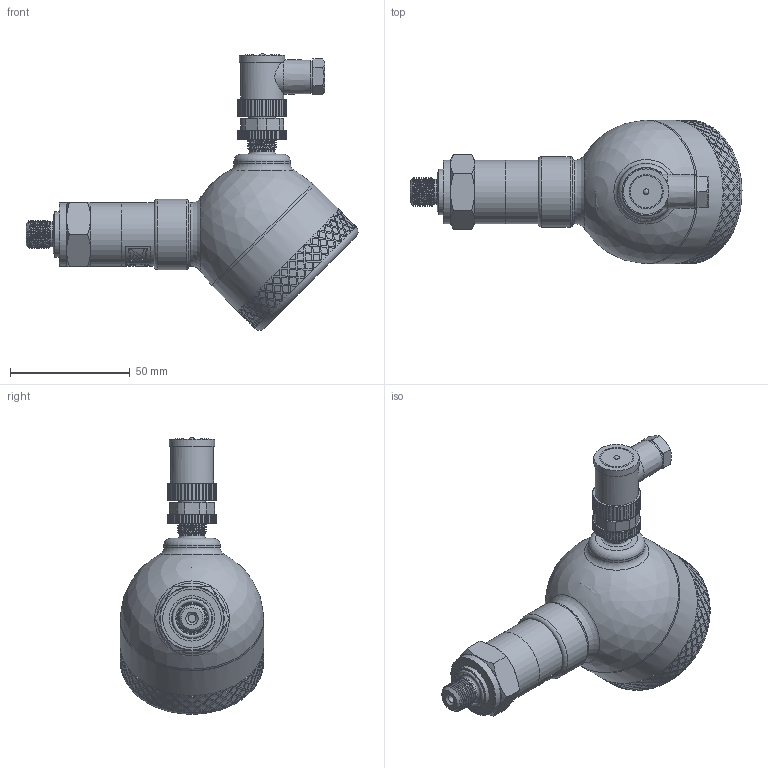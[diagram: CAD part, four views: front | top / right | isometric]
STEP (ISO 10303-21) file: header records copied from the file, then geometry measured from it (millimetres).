
FILE_DESCRIPTION(/* description */ (''),/* implementation_level */ '2;1');
FILE_NAME(/* name */ 'APZ3230FH_3_M12x1-angular.step',/* time_stamp */ '2021-06-30T15:24:02+03:00',/* author */ (''),/* organization */ (''),/* preprocessor_version */ 'ST-DEVELOPER v18.1',/* originating_system */ 'Autodesk Translation Framework v10.9.0.1377',/* authorisation */ '');
FILE_SCHEMA (('AUTOMOTIVE_DESIGN { 1 0 10303 214 3 1 1 }'));
Length unit declared in the file: millimetre
Products named in the file (7): Полевой корпус 
3420 3421 3230 заполненный; M12x1 DIN; FieldHousing Assembly v16; main body; Крышка без 
дисплея; Адаптер М12х1; M12x1 female angular v10
Assembly tree (6 placements, depth 3):
  Полевой корпус 
3420 3421 3230 заполненный
    M12x1 DIN
    FieldHousing Assembly v16
      main body
      Крышка без 
дисплея
      Адаптер М12х1
      M12x1 female angular v10
Bounding box: 138.91 x 60.1 x 115.68 mm (x, y, z)
Volume: 175275.2 mm3; surface area: 46996.4 mm2
Topology: 7 solids, 7 shells, 1624 faces, 4089 edges, 2687 vertices
Faces by surface type: bspline 892, cylinder 504, plane 171, cone 28, torus 25, sphere 4
Full cylindrical faces by diameter (mm): 1 x4, 3.3 x1, 7 x1, 8 x1, 9.3 x1, 9.471 x2, 10.5 x3, 10.741 x16, 11.035 x4, 11.156 x1, 11.884 x13, 12.152 x4, 13 x1, 13.5 x1, 16.7 x1, 18 x1, 19 x2, 19.7 x1, 21.6 x1, 22.4 x1, 23.6 x1, 24.5 x3, 26.5 x3, 29.5 x1, 55 x9, 56.5 x1, 57.2 x1, 60 x2
Entity records: 69827 total; most frequent: CARTESIAN_POINT 37765, ORIENTED_EDGE 8176, EDGE_CURVE 4088, DIRECTION 3728, VERTEX_POINT 2687, B_SPLINE_CURVE_WITH_KNOTS 2607, EDGE_LOOP 1839, FACE_OUTER_BOUND 1624
